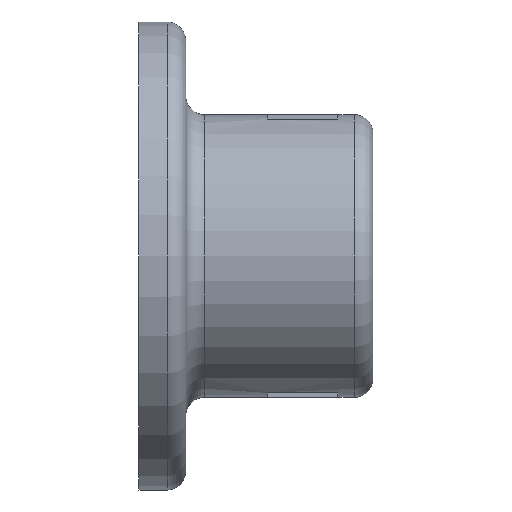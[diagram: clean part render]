
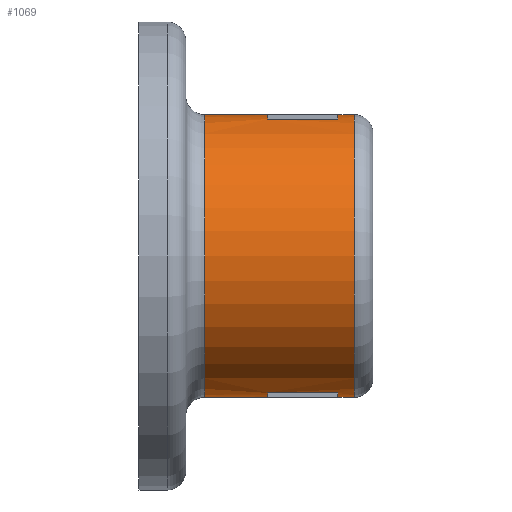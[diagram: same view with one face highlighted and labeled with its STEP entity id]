
A CAD part, left-side view. The second image highlights one B-rep face of the part: STEP entity #1069.
In plain terms, the highlighted cylindrical face has radius 19.177 mm (diameter 38.354 mm), a partial arc.
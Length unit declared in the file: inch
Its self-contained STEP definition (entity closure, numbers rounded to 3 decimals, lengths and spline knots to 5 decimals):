
#20 = VECTOR ( 'NONE', #1481, 39.37008 ) ;
#50 = CIRCLE ( 'NONE', #1236, 0.755 ) ;
#66 = CARTESIAN_POINT ( 'NONE',  ( 0., -1., 0.755 ) ) ;
#80 = CARTESIAN_POINT ( 'NONE',  ( 0., -1., -0.755 ) ) ;
#112 = VERTEX_POINT ( 'NONE', #1049 ) ;
#142 = EDGE_CURVE ( 'NONE', #1467, #1328, #875, .T. ) ;
#161 = CIRCLE ( 'NONE', #194, 0.755 ) ;
#171 = DIRECTION ( 'NONE',  ( 0., 1., 0. ) ) ;
#194 = AXIS2_PLACEMENT_3D ( 'NONE', #1535, #1395, #993 ) ;
#197 = CARTESIAN_POINT ( 'NONE',  ( 0., -0.4375, 0. ) ) ;
#205 = CARTESIAN_POINT ( 'NONE',  ( -0.1875, -1., 0.73135 ) ) ;
#216 = DIRECTION ( 'NONE',  ( 0., 1., 0. ) ) ;
#265 = AXIS2_PLACEMENT_3D ( 'NONE', #1753, #756, #1471 ) ;
#290 = EDGE_CURVE ( 'NONE', #1421, #1185, #1096, .T. ) ;
#304 = CARTESIAN_POINT ( 'NONE',  ( -0.1875, -0.8125, 0.73135 ) ) ;
#364 = DIRECTION ( 'NONE',  ( 0., 0., 1. ) ) ;
#376 = VERTEX_POINT ( 'NONE', #678 ) ;
#387 = CARTESIAN_POINT ( 'NONE',  ( 0., -0.1, 0. ) ) ;
#392 = VECTOR ( 'NONE', #769, 39.37008 ) ;
#425 = VECTOR ( 'NONE', #775, 39.37008 ) ;
#440 = CARTESIAN_POINT ( 'NONE',  ( -0.1875, -0.8125, -0.73135 ) ) ;
#473 = DIRECTION ( 'NONE',  ( 0., 0., 1. ) ) ;
#491 = DIRECTION ( 'NONE',  ( 0., 0., -1. ) ) ;
#495 = CARTESIAN_POINT ( 'NONE',  ( -0.1875, -0.4375, -0.73135 ) ) ;
#498 = CARTESIAN_POINT ( 'NONE',  ( 0., -0.8125, 0. ) ) ;
#499 = EDGE_CURVE ( 'NONE', #1328, #1317, #740, .T. ) ;
#506 = LINE ( 'NONE', #66, #425 ) ;
#528 = VECTOR ( 'NONE', #171, 39.37008 ) ;
#531 = CARTESIAN_POINT ( 'NONE',  ( -0.1875, -0.4375, 0.73135 ) ) ;
#537 = ORIENTED_EDGE ( 'NONE', *, *, #142, .T. ) ;
#551 = CIRCLE ( 'NONE', #1260, 0.755 ) ;
#555 = DIRECTION ( 'NONE',  ( 0., -1., 0. ) ) ;
#601 = VERTEX_POINT ( 'NONE', #495 ) ;
#609 = DIRECTION ( 'NONE',  ( 0., -1., 0. ) ) ;
#610 = EDGE_CURVE ( 'NONE', #1304, #1110, #506, .T. ) ;
#649 = DIRECTION ( 'NONE',  ( 0., 0., 1. ) ) ;
#664 = ORIENTED_EDGE ( 'NONE', *, *, #610, .T. ) ;
#678 = CARTESIAN_POINT ( 'NONE',  ( 0., -0.4375, -0.755 ) ) ;
#692 = EDGE_CURVE ( 'NONE', #112, #1473, #551, .T. ) ;
#716 = CARTESIAN_POINT ( 'NONE',  ( 0., -0.1, -0.755 ) ) ;
#728 = DIRECTION ( 'NONE',  ( 0., 0., 1. ) ) ;
#740 = CIRCLE ( 'NONE', #265, 0.755 ) ;
#756 = DIRECTION ( 'NONE',  ( 0., 1., 0. ) ) ;
#764 = AXIS2_PLACEMENT_3D ( 'NONE', #197, #216, #491 ) ;
#769 = DIRECTION ( 'NONE',  ( 0., 1., 0. ) ) ;
#775 = DIRECTION ( 'NONE',  ( 0., 1., 0. ) ) ;
#779 = LINE ( 'NONE', #1340, #1531 ) ;
#810 = ORIENTED_EDGE ( 'NONE', *, *, #1755, .T. ) ;
#826 = ORIENTED_EDGE ( 'NONE', *, *, #1323, .F. ) ;
#875 = LINE ( 'NONE', #205, #392 ) ;
#916 = ORIENTED_EDGE ( 'NONE', *, *, #499, .T. ) ;
#924 = CARTESIAN_POINT ( 'NONE',  ( 0., -0.4375, 0.755 ) ) ;
#965 = ORIENTED_EDGE ( 'NONE', *, *, #1656, .T. ) ;
#993 = DIRECTION ( 'NONE',  ( 0., 0., 1. ) ) ;
#1031 = ORIENTED_EDGE ( 'NONE', *, *, #1198, .T. ) ;
#1049 = CARTESIAN_POINT ( 'NONE',  ( 0., -0.1, 0.755 ) ) ;
#1069 = ADVANCED_FACE ( 'NONE', ( #1690 ), #1573, .T. ) ;
#1077 = LINE ( 'NONE', #80, #1326 ) ;
#1094 = ORIENTED_EDGE ( 'NONE', *, *, #1264, .F. ) ;
#1096 = CIRCLE ( 'NONE', #1513, 0.755 ) ;
#1107 = DIRECTION ( 'NONE',  ( 0., 1., 0. ) ) ;
#1110 = VERTEX_POINT ( 'NONE', #1150 ) ;
#1150 = CARTESIAN_POINT ( 'NONE',  ( 0., -0.8125, 0.755 ) ) ;
#1170 = CARTESIAN_POINT ( 'NONE',  ( 0., -0.8125, 0. ) ) ;
#1185 = VERTEX_POINT ( 'NONE', #1333 ) ;
#1196 = ORIENTED_EDGE ( 'NONE', *, *, #290, .T. ) ;
#1198 = EDGE_CURVE ( 'NONE', #1110, #1467, #50, .T. ) ;
#1236 = AXIS2_PLACEMENT_3D ( 'NONE', #1170, #609, #473 ) ;
#1245 = CARTESIAN_POINT ( 'NONE',  ( 0., -0.9, -0.755 ) ) ;
#1250 = EDGE_CURVE ( 'NONE', #376, #601, #1819, .T. ) ;
#1260 = AXIS2_PLACEMENT_3D ( 'NONE', #387, #555, #649 ) ;
#1264 = EDGE_CURVE ( 'NONE', #376, #1473, #779, .T. ) ;
#1269 = ORIENTED_EDGE ( 'NONE', *, *, #1587, .F. ) ;
#1278 = ORIENTED_EDGE ( 'NONE', *, *, #692, .T. ) ;
#1302 = VERTEX_POINT ( 'NONE', #1245 ) ;
#1304 = VERTEX_POINT ( 'NONE', #1635 ) ;
#1317 = VERTEX_POINT ( 'NONE', #924 ) ;
#1319 = LINE ( 'NONE', #1579, #528 ) ;
#1323 = EDGE_CURVE ( 'NONE', #1302, #1185, #1077, .T. ) ;
#1326 = VECTOR ( 'NONE', #1107, 39.37008 ) ;
#1328 = VERTEX_POINT ( 'NONE', #531 ) ;
#1333 = CARTESIAN_POINT ( 'NONE',  ( 0., -0.8125, -0.755 ) ) ;
#1340 = CARTESIAN_POINT ( 'NONE',  ( 0., -1., -0.755 ) ) ;
#1395 = DIRECTION ( 'NONE',  ( 0., 1., 0. ) ) ;
#1421 = VERTEX_POINT ( 'NONE', #440 ) ;
#1426 = CARTESIAN_POINT ( 'NONE',  ( 0., -1., 0. ) ) ;
#1459 = CARTESIAN_POINT ( 'NONE',  ( -0.1875, -1., -0.73135 ) ) ;
#1467 = VERTEX_POINT ( 'NONE', #304 ) ;
#1471 = DIRECTION ( 'NONE',  ( 0., 0., -1. ) ) ;
#1473 = VERTEX_POINT ( 'NONE', #716 ) ;
#1481 = DIRECTION ( 'NONE',  ( 0., 1., 0. ) ) ;
#1513 = AXIS2_PLACEMENT_3D ( 'NONE', #498, #1628, #364 ) ;
#1524 = DIRECTION ( 'NONE',  ( 0., 1., 0. ) ) ;
#1531 = VECTOR ( 'NONE', #1524, 39.37008 ) ;
#1535 = CARTESIAN_POINT ( 'NONE',  ( 0., -0.9, 0. ) ) ;
#1555 = DIRECTION ( 'NONE',  ( 0., 1., 0. ) ) ;
#1573 = CYLINDRICAL_SURFACE ( 'NONE', #1809, 0.755 ) ;
#1579 = CARTESIAN_POINT ( 'NONE',  ( 0., -1., 0.755 ) ) ;
#1587 = EDGE_CURVE ( 'NONE', #1421, #601, #1754, .T. ) ;
#1628 = DIRECTION ( 'NONE',  ( 0., -1., 0. ) ) ;
#1635 = CARTESIAN_POINT ( 'NONE',  ( 0., -0.9, 0.755 ) ) ;
#1656 = EDGE_CURVE ( 'NONE', #1317, #112, #1319, .T. ) ;
#1664 = EDGE_LOOP ( 'NONE', ( #826, #810, #664, #1031, #537, #916, #965, #1278, #1094, #1757, #1269, #1196 ) ) ;
#1690 = FACE_OUTER_BOUND ( 'NONE', #1664, .T. ) ;
#1753 = CARTESIAN_POINT ( 'NONE',  ( 0., -0.4375, 0. ) ) ;
#1754 = LINE ( 'NONE', #1459, #20 ) ;
#1755 = EDGE_CURVE ( 'NONE', #1302, #1304, #161, .T. ) ;
#1757 = ORIENTED_EDGE ( 'NONE', *, *, #1250, .T. ) ;
#1809 = AXIS2_PLACEMENT_3D ( 'NONE', #1426, #1555, #728 ) ;
#1819 = CIRCLE ( 'NONE', #764, 0.755 ) ;
